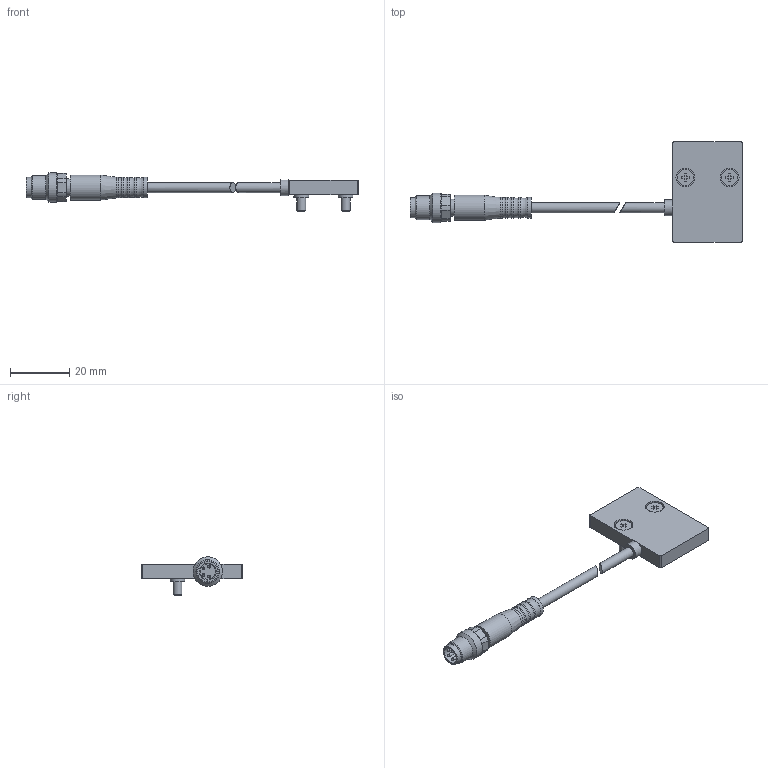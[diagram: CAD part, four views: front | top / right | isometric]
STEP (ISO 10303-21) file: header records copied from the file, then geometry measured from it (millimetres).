
FILE_DESCRIPTION(/* description */ ('STEP AP214'),/* implementation_level */ '2;1');
FILE_NAME(/* name */ '175711_SMH-S1-HGW10',/* time_stamp */ '2024-09-15T08:24:18+02:00',/* author */ ('License CC BY-ND 4.0'),/* organization */ ('CADENAS'),/* preprocessor_version */ 'ST-DEVELOPER v19.3',/* originating_system */ 'PARTsolutions',/* authorisation */ ' ');
FILE_SCHEMA (('AUTOMOTIVE_DESIGN {1 0 10303 214 3 1 1}'));
Length unit declared in the file: millimetre
Products named in the file (3): 175711 SMH-S1-HGW10---(high); 175711 SMH-S1-HGW10---(high_p); 384552 SMH-S1-0.5-M8D---(high)
Assembly tree (2 placements, depth 2):
  175711 SMH-S1-HGW10---(high)
    175711 SMH-S1-HGW10---(high_p)
    384552 SMH-S1-0.5-M8D---(high)
Bounding box: 112.5 x 34 x 13 mm (x, y, z)
Volume: 6436.2 mm3; surface area: 4238.2 mm2
Topology: 2 solids, 2 shells, 123 faces, 270 edges, 167 vertices
Faces by surface type: plane 64, cylinder 36, torus 13, cone 6, sphere 4
Full cylindrical faces by diameter (mm): 1 x4, 3 x2, 3.4 x2, 5 x2, 5.4 x1, 5.6 x2, 5.775 x1, 5.9 x1, 6.4 x2, 6.9 x1, 7 x5, 8 x1, 8.5 x1, 10 x1
Entity records: 3495 total; most frequent: DIRECTION 554, CARTESIAN_POINT 490, ORIENTED_EDGE 418, AXIS2_PLACEMENT_3D 219, EDGE_CURVE 209, EDGE_LOOP 188, FACE_BOUND 188, VERTEX_POINT 155
